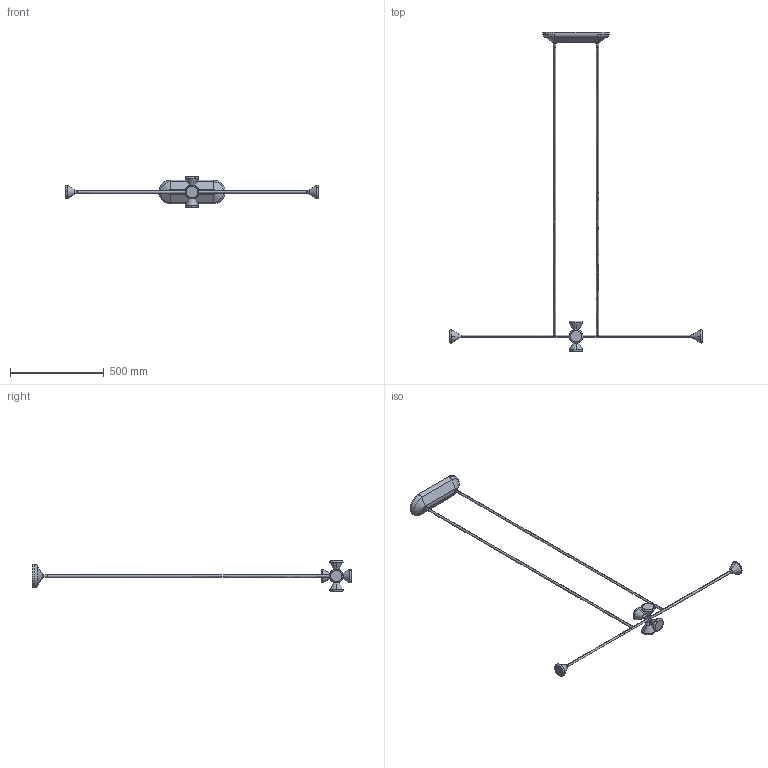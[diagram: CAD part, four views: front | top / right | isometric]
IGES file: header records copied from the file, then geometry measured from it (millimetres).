
Start section: SolidWorks IGES file using analytic representation for surfaces
Global section: file name: APOLLO6 - Apollo 6 Chandelier.IGS; native system: SolidWorks 2015; preprocessor: SolidWorks 2015; author: Design; date: 190503.120201; units: millimetre
Bounding box: 1349.86 x 1704.58 x 162.41 mm (x, y, z)
Volume: 2763298.4 mm3; surface area: 361740.9 mm2
Topology: 1 solids, 1 shells, 120 faces, 289 edges, 185 vertices
Faces by surface type: revolution 58, bspline 40, plane 22
